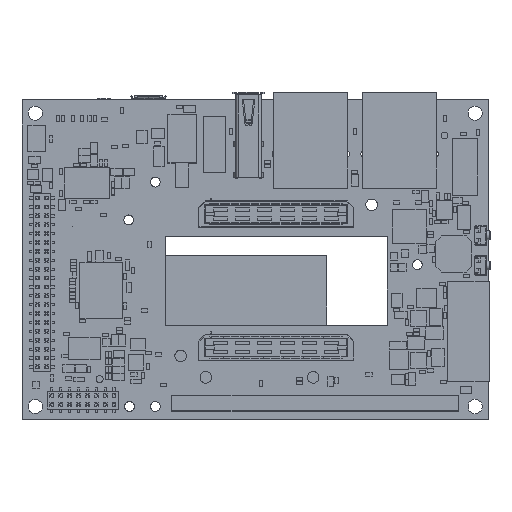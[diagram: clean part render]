
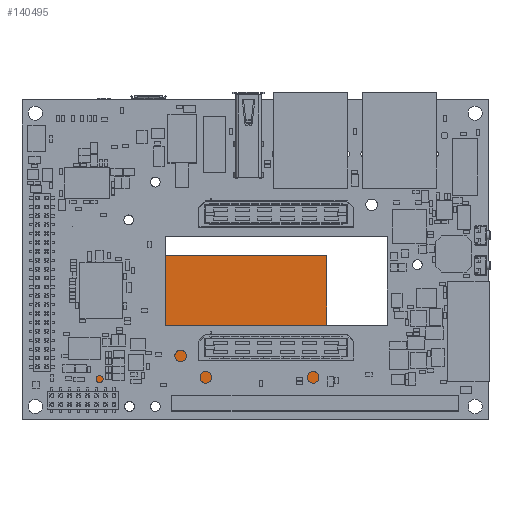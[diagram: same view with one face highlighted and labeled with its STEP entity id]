
A CAD part, top view. The second image highlights one B-rep face of the part: STEP entity #140495.
In plain terms, the highlighted planar face has unit normal (0, 0, 1).
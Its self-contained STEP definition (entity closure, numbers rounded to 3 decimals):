
#140186 = VERTEX_POINT('',#140187);
#140187 = CARTESIAN_POINT('',(12.37,6.35,-1.636));
#140196 = PLANE('',#140197);
#140197 = AXIS2_PLACEMENT_3D('',#140198,#140199,#140200);
#140198 = CARTESIAN_POINT('',(12.37,6.35,-1.636));
#140199 = DIRECTION('',(1.,0.,0.));
#140200 = DIRECTION('',(0.,1.,0.));
#140208 = PLANE('',#140209);
#140209 = AXIS2_PLACEMENT_3D('',#140210,#140211,#140212);
#140210 = CARTESIAN_POINT('',(68.62,6.35,-1.636));
#140211 = DIRECTION('',(0.,1.,0.));
#140212 = DIRECTION('',(-1.,0.,0.));
#140249 = VERTEX_POINT('',#140250);
#140250 = CARTESIAN_POINT('',(12.37,36.95,-1.636));
#140264 = PLANE('',#140265);
#140265 = AXIS2_PLACEMENT_3D('',#140266,#140267,#140268);
#140266 = CARTESIAN_POINT('',(12.37,36.95,-1.636));
#140267 = DIRECTION('',(0.,-1.,0.));
#140268 = DIRECTION('',(1.,0.,0.));
#140276 = EDGE_CURVE('',#140186,#140249,#140277,.T.);
#140277 = SURFACE_CURVE('',#140278,(#140282,#140289),.PCURVE_S1.);
#140278 = LINE('',#140279,#140280);
#140279 = CARTESIAN_POINT('',(12.37,6.35,-1.636));
#140280 = VECTOR('',#140281,1.);
#140281 = DIRECTION('',(0.,1.,0.));
#140282 = PCURVE('',#140196,#140283);
#140283 = DEFINITIONAL_REPRESENTATION('',(#140284),#140288);
#140284 = LINE('',#140285,#140286);
#140285 = CARTESIAN_POINT('',(0.,0.));
#140286 = VECTOR('',#140287,1.);
#140287 = DIRECTION('',(1.,0.));
#140288 = ( GEOMETRIC_REPRESENTATION_CONTEXT(2) 
PARAMETRIC_REPRESENTATION_CONTEXT() REPRESENTATION_CONTEXT('2D SPACE',''
  ) );
#140289 = PCURVE('',#140290,#140295);
#140290 = PLANE('',#140291);
#140291 = AXIS2_PLACEMENT_3D('',#140292,#140293,#140294);
#140292 = CARTESIAN_POINT('',(12.37,6.35,-1.636));
#140293 = DIRECTION('',(0.,0.,1.));
#140294 = DIRECTION('',(0.,-1.,0.));
#140295 = DEFINITIONAL_REPRESENTATION('',(#140296),#140300);
#140296 = LINE('',#140297,#140298);
#140297 = CARTESIAN_POINT('',(0.,0.));
#140298 = VECTOR('',#140299,1.);
#140299 = DIRECTION('',(-1.,0.));
#140300 = ( GEOMETRIC_REPRESENTATION_CONTEXT(2) 
PARAMETRIC_REPRESENTATION_CONTEXT() REPRESENTATION_CONTEXT('2D SPACE',''
  ) );
#140306 = VERTEX_POINT('',#140307);
#140307 = CARTESIAN_POINT('',(68.62,6.35,-1.636));
#140323 = PLANE('',#140324);
#140324 = AXIS2_PLACEMENT_3D('',#140325,#140326,#140327);
#140325 = CARTESIAN_POINT('',(68.62,36.95,-1.636));
#140326 = DIRECTION('',(-1.,0.,0.));
#140327 = DIRECTION('',(0.,-1.,0.));
#140357 = EDGE_CURVE('',#140306,#140186,#140358,.T.);
#140358 = SURFACE_CURVE('',#140359,(#140363,#140370),.PCURVE_S1.);
#140359 = LINE('',#140360,#140361);
#140360 = CARTESIAN_POINT('',(68.62,6.35,-1.636));
#140361 = VECTOR('',#140362,1.);
#140362 = DIRECTION('',(-1.,0.,0.));
#140363 = PCURVE('',#140208,#140364);
#140364 = DEFINITIONAL_REPRESENTATION('',(#140365),#140369);
#140365 = LINE('',#140366,#140367);
#140366 = CARTESIAN_POINT('',(0.,0.));
#140367 = VECTOR('',#140368,1.);
#140368 = DIRECTION('',(1.,0.));
#140369 = ( GEOMETRIC_REPRESENTATION_CONTEXT(2) 
PARAMETRIC_REPRESENTATION_CONTEXT() REPRESENTATION_CONTEXT('2D SPACE',''
  ) );
#140370 = PCURVE('',#140290,#140371);
#140371 = DEFINITIONAL_REPRESENTATION('',(#140372),#140376);
#140372 = LINE('',#140373,#140374);
#140373 = CARTESIAN_POINT('',(0.,56.25));
#140374 = VECTOR('',#140375,1.);
#140375 = DIRECTION('',(0.,-1.));
#140376 = ( GEOMETRIC_REPRESENTATION_CONTEXT(2) 
PARAMETRIC_REPRESENTATION_CONTEXT() REPRESENTATION_CONTEXT('2D SPACE',''
  ) );
#140406 = VERTEX_POINT('',#140407);
#140407 = CARTESIAN_POINT('',(68.62,36.95,-1.636));
#140428 = EDGE_CURVE('',#140249,#140406,#140429,.T.);
#140429 = SURFACE_CURVE('',#140430,(#140434,#140441),.PCURVE_S1.);
#140430 = LINE('',#140431,#140432);
#140431 = CARTESIAN_POINT('',(12.37,36.95,-1.636));
#140432 = VECTOR('',#140433,1.);
#140433 = DIRECTION('',(1.,0.,0.));
#140434 = PCURVE('',#140264,#140435);
#140435 = DEFINITIONAL_REPRESENTATION('',(#140436),#140440);
#140436 = LINE('',#140437,#140438);
#140437 = CARTESIAN_POINT('',(0.,0.));
#140438 = VECTOR('',#140439,1.);
#140439 = DIRECTION('',(1.,0.));
#140440 = ( GEOMETRIC_REPRESENTATION_CONTEXT(2) 
PARAMETRIC_REPRESENTATION_CONTEXT() REPRESENTATION_CONTEXT('2D SPACE',''
  ) );
#140441 = PCURVE('',#140290,#140442);
#140442 = DEFINITIONAL_REPRESENTATION('',(#140443),#140447);
#140443 = LINE('',#140444,#140445);
#140444 = CARTESIAN_POINT('',(-30.6,0.));
#140445 = VECTOR('',#140446,1.);
#140446 = DIRECTION('',(0.,1.));
#140447 = ( GEOMETRIC_REPRESENTATION_CONTEXT(2) 
PARAMETRIC_REPRESENTATION_CONTEXT() REPRESENTATION_CONTEXT('2D SPACE',''
  ) );
#140475 = EDGE_CURVE('',#140406,#140306,#140476,.T.);
#140476 = SURFACE_CURVE('',#140477,(#140481,#140488),.PCURVE_S1.);
#140477 = LINE('',#140478,#140479);
#140478 = CARTESIAN_POINT('',(68.62,36.95,-1.636));
#140479 = VECTOR('',#140480,1.);
#140480 = DIRECTION('',(0.,-1.,0.));
#140481 = PCURVE('',#140323,#140482);
#140482 = DEFINITIONAL_REPRESENTATION('',(#140483),#140487);
#140483 = LINE('',#140484,#140485);
#140484 = CARTESIAN_POINT('',(0.,0.));
#140485 = VECTOR('',#140486,1.);
#140486 = DIRECTION('',(1.,0.));
#140487 = ( GEOMETRIC_REPRESENTATION_CONTEXT(2) 
PARAMETRIC_REPRESENTATION_CONTEXT() REPRESENTATION_CONTEXT('2D SPACE',''
  ) );
#140488 = PCURVE('',#140290,#140489);
#140489 = DEFINITIONAL_REPRESENTATION('',(#140490),#140494);
#140490 = LINE('',#140491,#140492);
#140491 = CARTESIAN_POINT('',(-30.6,56.25));
#140492 = VECTOR('',#140493,1.);
#140493 = DIRECTION('',(1.,0.));
#140494 = ( GEOMETRIC_REPRESENTATION_CONTEXT(2) 
PARAMETRIC_REPRESENTATION_CONTEXT() REPRESENTATION_CONTEXT('2D SPACE',''
  ) );
#140495 = ADVANCED_FACE('',(#140496),#140290,.T.);
#140496 = FACE_BOUND('',#140497,.T.);
#140497 = EDGE_LOOP('',(#140498,#140499,#140500,#140501));
#140498 = ORIENTED_EDGE('',*,*,#140276,.F.);
#140499 = ORIENTED_EDGE('',*,*,#140357,.F.);
#140500 = ORIENTED_EDGE('',*,*,#140475,.F.);
#140501 = ORIENTED_EDGE('',*,*,#140428,.F.);
